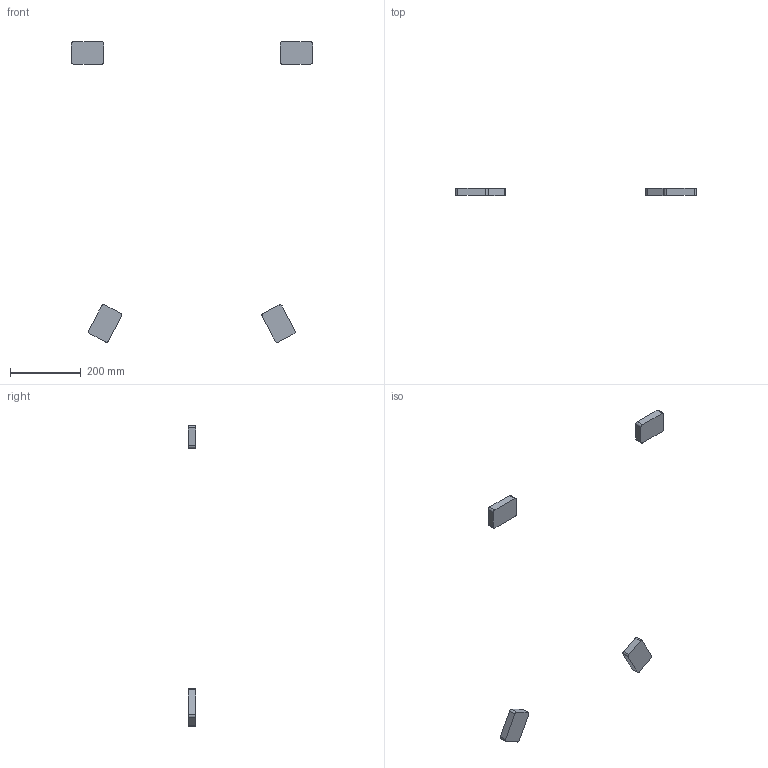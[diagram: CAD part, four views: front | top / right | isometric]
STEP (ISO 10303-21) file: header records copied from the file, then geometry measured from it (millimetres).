
FILE_DESCRIPTION((''),'2;1');
FILE_NAME('ASSEMBLY_1_ASM','2020-01-15T',('user'),(''),'CREO PARAMETRIC BY PTC INC, 2016050','CREO PARAMETRIC BY PTC INC, 2016050','');
FILE_SCHEMA(('CONFIG_CONTROL_DESIGN'));
Length unit declared in the file: metre
Products named in the file (188): PEDESTAL-7; PEDESTAL-12; PEDESTAL-24; PEDESTAL-36; PEDESTAL-48; PEDESTAL-60; PEDESTAL-72; PEDESTAL-82; PEDESTAL-94; PEDESTAL-106; PEDESTAL-118; PEDESTAL-130; PEDESTAL-142; PEDESTAL-154; PEDESTAL-166; PEDESTAL-178; PEDESTAL-188; PEDESTAL-200; PEDESTAL-212; PEDESTAL-224; PEDESTAL-236; PEDESTAL-248; PEDESTAL-260; PEDESTAL-272; PEDESTAL-284; PEDESTAL-294; PEDESTAL-304; PEDESTAL-314; PEDESTAL-324; PEDESTAL-334; PEDESTAL-344; PEDESTAL-356; PEDESTAL-368; PEDESTAL-380; PEDESTAL-392; PEDESTAL-404; PEDESTAL-416; PEDESTAL-428; PEDESTAL-440; PEDESTAL-452 ...
Assembly tree (230 placements, depth 2):
  ASSEMBLY_1_ASM
    PEDESTAL-7
    PEDESTAL-12
    PEDESTAL-24
    PEDESTAL-36
    PEDESTAL-48
    PEDESTAL-60
    PEDESTAL-72
    PEDESTAL-82
    PEDESTAL-94
    PEDESTAL-106
    PEDESTAL-118
    PEDESTAL-130
    PEDESTAL-142
    PEDESTAL-154
    PEDESTAL-166
    PEDESTAL-178
    PEDESTAL-188
    PEDESTAL-200
    PEDESTAL-212
    PEDESTAL-224
    PEDESTAL-236
    PEDESTAL-248
    PEDESTAL-260
    PEDESTAL-272
    PEDESTAL-284
    PEDESTAL-294
    PEDESTAL-304
    PEDESTAL-314
    PEDESTAL-324
    PEDESTAL-334
    PEDESTAL-344
    PEDESTAL-356
    PEDESTAL-368
    PEDESTAL-380
    PEDESTAL-392
    PEDESTAL-404
    PEDESTAL-416
    PEDESTAL-428
    PEDESTAL-440
    PEDESTAL-452
    PEDESTAL-464
    PEDESTAL-474
    PEDESTAL-486
    PEDESTAL-498
    PEDESTAL-510
    PEDESTAL-522
    PEDESTAL-534
    PEDESTAL-546
    PEDESTAL-556
    PEDESTAL-568
    PEDESTAL-580
    PEDESTAL-592
    PEDESTAL-604
    PEDESTAL-616
    PEDESTAL-628
    PEDESTAL-640
    PEDESTAL-650
    PEDESTAL-662
    PEDESTAL-674
Bounding box: 684.05 x 21 x 852.74 mm (x, y, z)
Volume: 488087.2 mm3; surface area: 71701.1 mm2
Topology: 4 solids, 4 shells, 40 faces, 104 edges, 72 vertices
Faces by surface type: plane 24, cylinder 16
Entity records: 5842 total; most frequent: DIRECTION 1060, CARTESIAN_POINT 634, AXIS2_PLACEMENT_3D 498, PRODUCT_DEFINITION_SHAPE 418, ITEM_DEFINED_TRANSFORMATION 230, CONTEXT_DEPENDENT_SHAPE_REPRESENTATION 230, NEXT_ASSEMBLY_USAGE_OCCURRENCE 230, ORIENTED_EDGE 208
